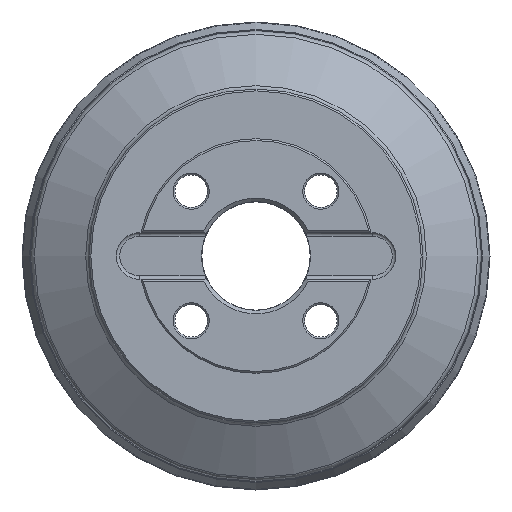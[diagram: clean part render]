
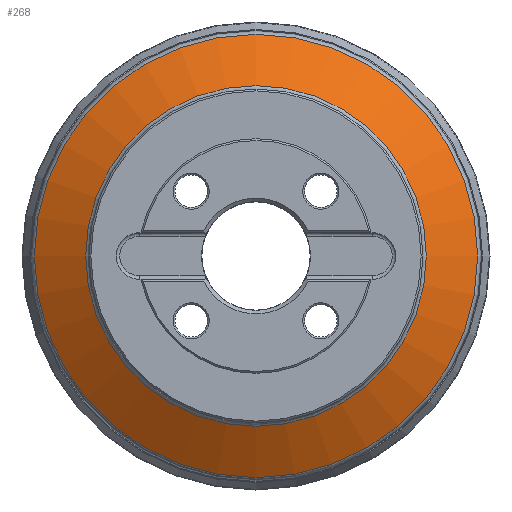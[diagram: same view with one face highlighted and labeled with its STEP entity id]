
A CAD part, left-side view. The second image highlights one B-rep face of the part: STEP entity #268.
In plain terms, the highlighted conical face has half-angle 58.166 degrees and reference radius 92.5 mm.
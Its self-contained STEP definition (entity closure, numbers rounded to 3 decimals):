
#247=CONICAL_SURFACE('',#1320,92.5,58.166);
#268=ADVANCED_FACE('',(#387,#388),#247,.T.);
#387=FACE_BOUND('',#515,.T.);
#388=FACE_BOUND('',#516,.T.);
#515=EDGE_LOOP('',(#673));
#516=EDGE_LOOP('',(#674));
#673=ORIENTED_EDGE('',*,*,#1078,.T.);
#674=ORIENTED_EDGE('',*,*,#1079,.T.);
#964=VERTEX_POINT('',#1882);
#965=VERTEX_POINT('',#1884);
#1078=EDGE_CURVE('',#964,#964,#1224,.T.);
#1079=EDGE_CURVE('',#965,#965,#1225,.T.);
#1224=CIRCLE('',#1318,122.823);
#1225=CIRCLE('',#1319,94.39);
#1318=AXIS2_PLACEMENT_3D('',#1881,#1501,#1502);
#1319=AXIS2_PLACEMENT_3D('',#1883,#1503,#1504);
#1320=AXIS2_PLACEMENT_3D('',#1885,#1505,#1506);
#1501=DIRECTION('',(-1.,0.,0.));
#1502=DIRECTION('',(0.,0.,-1.));
#1503=DIRECTION('',(1.,0.,0.));
#1504=DIRECTION('',(0.,0.,1.));
#1505=DIRECTION('',(1.,0.,0.));
#1506=DIRECTION('',(0.,0.,1.));
#1881=CARTESIAN_POINT('',(35.826,0.,0.));
#1882=CARTESIAN_POINT('',(35.826,0.,-122.823));
#1883=CARTESIAN_POINT('',(18.174,0.,0.));
#1884=CARTESIAN_POINT('',(18.174,0.,94.39));
#1885=CARTESIAN_POINT('',(17.,0.,0.));
